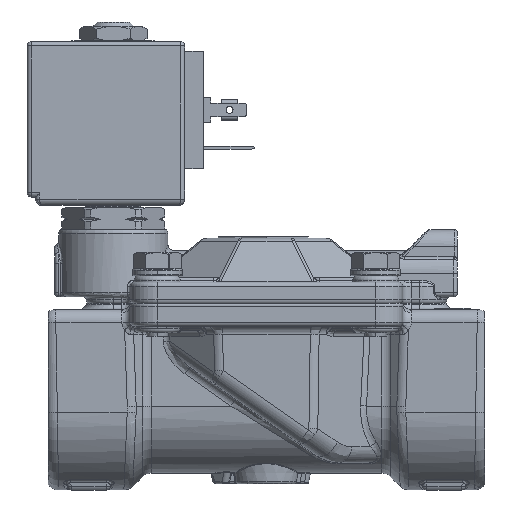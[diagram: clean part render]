
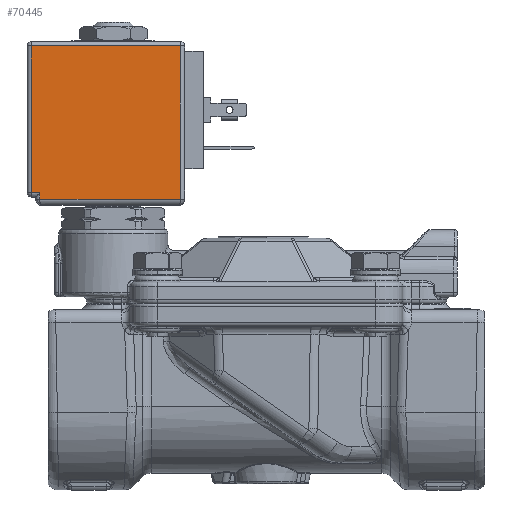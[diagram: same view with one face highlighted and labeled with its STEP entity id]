
A CAD part, front view. The second image highlights one B-rep face of the part: STEP entity #70445.
In plain terms, the highlighted face is planar.
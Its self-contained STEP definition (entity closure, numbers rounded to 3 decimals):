
#67850=DIRECTION('',(0.,-1.,0.));
#67851=VECTOR('',#67850,36.5);
#67852=CARTESIAN_POINT('',(-16.,33.,-15.));
#67853=LINE('',#67852,#67851);
#67857=DIRECTION('',(-1.,0.,0.));
#67858=VECTOR('',#67857,33.5);
#67859=CARTESIAN_POINT('',(17.5,-3.5,
-15.));
#67860=LINE('',#67859,#67858);
#67864=DIRECTION('',(0.,-1.,0.));
#67865=VECTOR('',#67864,1.5);
#67866=CARTESIAN_POINT('',(17.5,-2.,-15.));
#67867=LINE('',#67866,#67865);
#67871=DIRECTION('',(-1.,0.,0.));
#67872=VECTOR('',#67871,2.);
#67873=CARTESIAN_POINT('',(19.5,-2.,-15.));
#67874=LINE('',#67873,#67872);
#67878=DIRECTION('',(0.,-1.,0.));
#67879=VECTOR('',#67878,35.);
#67880=CARTESIAN_POINT('',(19.5,33.,-15.));
#67881=LINE('',#67880,#67879);
#67885=DIRECTION('',(1.,0.,0.));
#67886=VECTOR('',#67885,35.5);
#67887=CARTESIAN_POINT('',(-16.,33.,-15.));
#67888=LINE('',#67887,#67886);
#69941=CARTESIAN_POINT('',(-16.,33.,-15.));
#69942=CARTESIAN_POINT('',(-16.,-3.5,
-15.));
#69943=VERTEX_POINT('',#69941);
#69944=VERTEX_POINT('',#69942);
#69959=CARTESIAN_POINT('',(17.5,-3.5,
-15.));
#69960=VERTEX_POINT('',#69959);
#69987=CARTESIAN_POINT('',(19.5,33.,-15.));
#69988=VERTEX_POINT('',#69987);
#69989=CARTESIAN_POINT('',(19.5,-2.,-15.));
#69990=VERTEX_POINT('',#69989);
#69995=CARTESIAN_POINT('',(17.5,-2.,-15.));
#69996=VERTEX_POINT('',#69995);
#70427=CARTESIAN_POINT('',(0.,34.,-15.));
#70428=DIRECTION('',(0.,0.,1.));
#70429=DIRECTION('',(1.,0.,0.));
#70430=AXIS2_PLACEMENT_3D('',#70427,#70428,#70429);
#70431=PLANE('',#70430);
#70433=ORIENTED_EDGE('',*,*,#70432,.T.);
#70435=ORIENTED_EDGE('',*,*,#70434,.F.);
#70437=ORIENTED_EDGE('',*,*,#70436,.F.);
#70438=ORIENTED_EDGE('',*,*,#70417,.F.);
#70440=ORIENTED_EDGE('',*,*,#70439,.F.);
#70442=ORIENTED_EDGE('',*,*,#70441,.F.);
#70443=EDGE_LOOP('',(#70433,#70435,#70437,#70438,#70440,#70442));
#70444=FACE_OUTER_BOUND('',#70443,.F.);
#70445=ADVANCED_FACE('',(#70444),#70431,.F.);
#70417=EDGE_CURVE('',#69990,#69996,#67874,.T.);
#70432=EDGE_CURVE('',#69943,#69944,#67853,.T.);
#70434=EDGE_CURVE('',#69960,#69944,#67860,.T.);
#70436=EDGE_CURVE('',#69996,#69960,#67867,.T.);
#70439=EDGE_CURVE('',#69988,#69990,#67881,.T.);
#70441=EDGE_CURVE('',#69943,#69988,#67888,.T.);
